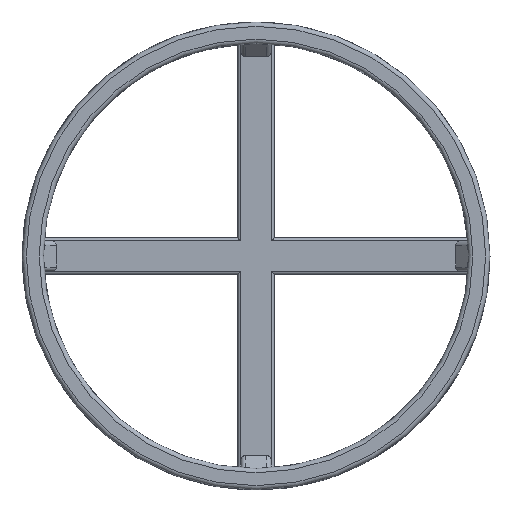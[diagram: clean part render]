
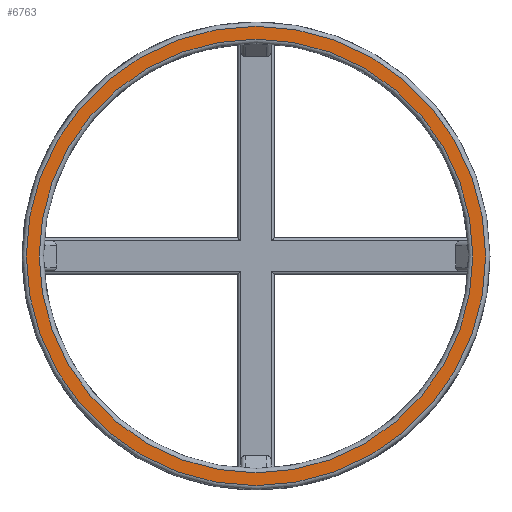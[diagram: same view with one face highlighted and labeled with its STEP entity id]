
A CAD part, top view. The second image highlights one B-rep face of the part: STEP entity #6763.
In plain terms, the highlighted planar face has unit normal (0, 0, 1).
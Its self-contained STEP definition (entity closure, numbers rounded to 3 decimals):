
#3445 = TOROIDAL_SURFACE('',#3446,53.5,1.);
#3446 = AXIS2_PLACEMENT_3D('',#3447,#3448,#3449);
#3447 = CARTESIAN_POINT('',(0.,0.,21.));
#3448 = DIRECTION('',(0.,0.,1.));
#3449 = DIRECTION('',(1.,0.,-0.));
#3779 = TOROIDAL_SURFACE('',#3780,50.5,1.);
#3780 = AXIS2_PLACEMENT_3D('',#3781,#3782,#3783);
#3781 = CARTESIAN_POINT('',(0.,0.,21.));
#3782 = DIRECTION('',(0.,0.,1.));
#3783 = DIRECTION('',(1.,0.,-0.));
#5885 = VERTEX_POINT('',#5886);
#5886 = CARTESIAN_POINT('',(53.5,0.,22.));
#5908 = EDGE_CURVE('',#5885,#5885,#5909,.T.);
#5909 = SURFACE_CURVE('',#5910,(#5915,#5922),.PCURVE_S1.);
#5910 = CIRCLE('',#5911,53.5);
#5911 = AXIS2_PLACEMENT_3D('',#5912,#5913,#5914);
#5912 = CARTESIAN_POINT('',(0.,0.,22.));
#5913 = DIRECTION('',(0.,0.,1.));
#5914 = DIRECTION('',(1.,0.,-0.));
#5915 = PCURVE('',#3445,#5916);
#5916 = DEFINITIONAL_REPRESENTATION('',(#5917),#5921);
#5917 = LINE('',#5918,#5919);
#5918 = CARTESIAN_POINT('',(0.,1.571));
#5919 = VECTOR('',#5920,1.);
#5920 = DIRECTION('',(1.,0.));
#5921 = ( GEOMETRIC_REPRESENTATION_CONTEXT(2) 
PARAMETRIC_REPRESENTATION_CONTEXT() REPRESENTATION_CONTEXT('2D SPACE',''
  ) );
#5922 = PCURVE('',#5923,#5928);
#5923 = PLANE('',#5924);
#5924 = AXIS2_PLACEMENT_3D('',#5925,#5926,#5927);
#5925 = CARTESIAN_POINT('',(0.,0.,22.)
  );
#5926 = DIRECTION('',(0.,0.,1.));
#5927 = DIRECTION('',(1.,0.,-0.));
#5928 = DEFINITIONAL_REPRESENTATION('',(#5929),#5933);
#5929 = CIRCLE('',#5930,53.5);
#5930 = AXIS2_PLACEMENT_2D('',#5931,#5932);
#5931 = CARTESIAN_POINT('',(0.,0.));
#5932 = DIRECTION('',(1.,0.));
#5933 = ( GEOMETRIC_REPRESENTATION_CONTEXT(2) 
PARAMETRIC_REPRESENTATION_CONTEXT() REPRESENTATION_CONTEXT('2D SPACE',''
  ) );
#6635 = VERTEX_POINT('',#6636);
#6636 = CARTESIAN_POINT('',(50.5,0.,22.));
#6656 = EDGE_CURVE('',#6635,#6635,#6657,.T.);
#6657 = SURFACE_CURVE('',#6658,(#6663,#6670),.PCURVE_S1.);
#6658 = CIRCLE('',#6659,50.5);
#6659 = AXIS2_PLACEMENT_3D('',#6660,#6661,#6662);
#6660 = CARTESIAN_POINT('',(0.,0.,22.));
#6661 = DIRECTION('',(0.,0.,1.));
#6662 = DIRECTION('',(1.,0.,-0.));
#6663 = PCURVE('',#3779,#6664);
#6664 = DEFINITIONAL_REPRESENTATION('',(#6665),#6669);
#6665 = LINE('',#6666,#6667);
#6666 = CARTESIAN_POINT('',(0.,1.571));
#6667 = VECTOR('',#6668,1.);
#6668 = DIRECTION('',(1.,0.));
#6669 = ( GEOMETRIC_REPRESENTATION_CONTEXT(2) 
PARAMETRIC_REPRESENTATION_CONTEXT() REPRESENTATION_CONTEXT('2D SPACE',''
  ) );
#6670 = PCURVE('',#5923,#6671);
#6671 = DEFINITIONAL_REPRESENTATION('',(#6672),#6676);
#6672 = CIRCLE('',#6673,50.5);
#6673 = AXIS2_PLACEMENT_2D('',#6674,#6675);
#6674 = CARTESIAN_POINT('',(0.,0.));
#6675 = DIRECTION('',(1.,0.));
#6676 = ( GEOMETRIC_REPRESENTATION_CONTEXT(2) 
PARAMETRIC_REPRESENTATION_CONTEXT() REPRESENTATION_CONTEXT('2D SPACE',''
  ) );
#6763 = ADVANCED_FACE('',(#6764,#6767),#5923,.T.);
#6764 = FACE_BOUND('',#6765,.T.);
#6765 = EDGE_LOOP('',(#6766));
#6766 = ORIENTED_EDGE('',*,*,#5908,.T.);
#6767 = FACE_BOUND('',#6768,.T.);
#6768 = EDGE_LOOP('',(#6769));
#6769 = ORIENTED_EDGE('',*,*,#6656,.F.);
